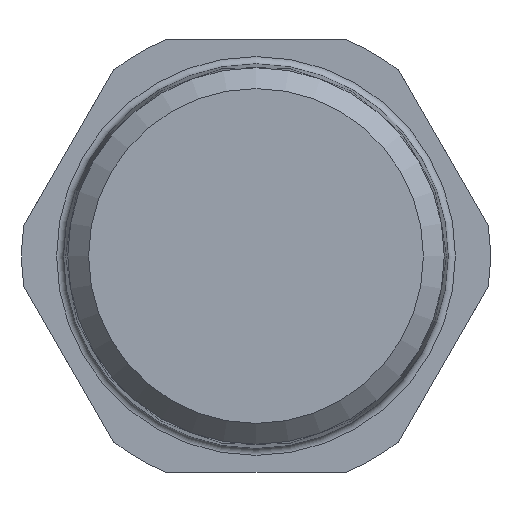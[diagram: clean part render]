
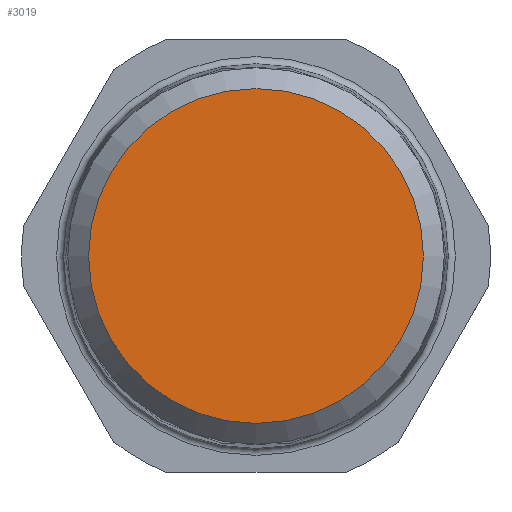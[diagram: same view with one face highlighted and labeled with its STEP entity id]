
A CAD part, left-side view. The second image highlights one B-rep face of the part: STEP entity #3019.
In plain terms, the highlighted planar face has unit normal (-1, 0, 0).
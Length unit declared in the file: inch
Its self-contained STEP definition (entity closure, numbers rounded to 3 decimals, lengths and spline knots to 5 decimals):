
#562=FACE_OUTER_BOUND('',#728,.T.);
#728=EDGE_LOOP('',(#2506,#2507));
#969=CIRCLE('',#3418,0.45715);
#970=CIRCLE('',#3419,0.45715);
#1263=VERTEX_POINT('',#5958);
#1264=VERTEX_POINT('',#5959);
#1687=EDGE_CURVE('',#1263,#1264,#969,.T.);
#1688=EDGE_CURVE('',#1264,#1263,#970,.T.);
#2506=ORIENTED_EDGE('',*,*,#1687,.F.);
#2507=ORIENTED_EDGE('',*,*,#1688,.F.);
#2705=PLANE('',#3417);
#3019=ADVANCED_FACE('',(#562),#2705,.T.);
#3417=AXIS2_PLACEMENT_3D('',#5957,#4260,#4261);
#3418=AXIS2_PLACEMENT_3D('',#5960,#4262,#4263);
#3419=AXIS2_PLACEMENT_3D('',#5961,#4264,#4265);
#4260=DIRECTION('center_axis',(-1.,0.,0.));
#4261=DIRECTION('ref_axis',(0.,0.,
-1.));
#4262=DIRECTION('center_axis',(1.,0.,0.));
#4263=DIRECTION('ref_axis',(0.,0.,
1.));
#4264=DIRECTION('center_axis',(1.,0.,0.));
#4265=DIRECTION('ref_axis',(0.,0.,
1.));
#5957=CARTESIAN_POINT('Origin',(-0.82874,-0.45715,0.));
#5958=CARTESIAN_POINT('',(-0.82874,-0.45715,0.));
#5959=CARTESIAN_POINT('',(-0.82874,0.45715,0.));
#5960=CARTESIAN_POINT('Origin',(-0.82874,0.,
0.));
#5961=CARTESIAN_POINT('Origin',(-0.82874,0.,
0.));
